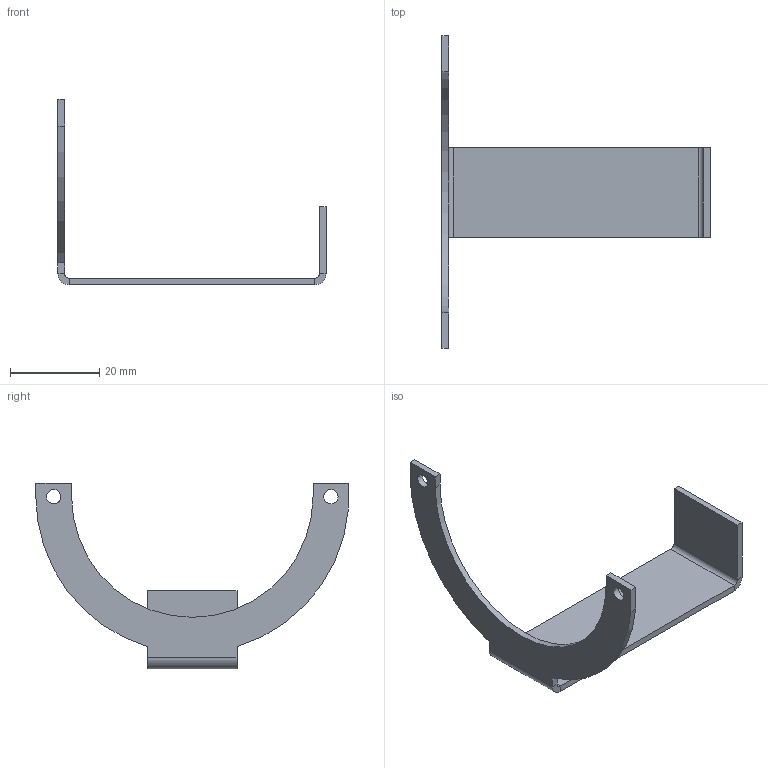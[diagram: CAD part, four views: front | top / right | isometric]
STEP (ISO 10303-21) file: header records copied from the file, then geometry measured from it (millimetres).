
FILE_DESCRIPTION(('CATIA V5 STEP Exchange'),'2;1');
FILE_NAME('EL_A1102 (Chape brake light).stp','2022-11-16T19:12:35+00:00',('none'),('none'),'CATIA Version 5 Release 19 SP 2 (IN-10)','CATIA V5 STEP AP203','none');
FILE_SCHEMA(('CONFIG_CONTROL_DESIGN'));
Length unit declared in the file: millimetre
Products named in the file (1): chape_brakelight
Bounding box: 60 x 69.87 x 41.5 mm (x, y, z)
Volume: 3525 mm3; surface area: 5297.5 mm2
Topology: 1 solids, 1 shells, 34 faces, 84 edges, 54 vertices
Faces by surface type: plane 23, cylinder 11
Entity records: 1019 total; most frequent: CARTESIAN_POINT 181, ORIENTED_EDGE 160, DIRECTION 147, EDGE_CURVE 80, VECTOR 60, LINE 60, AXIS2_PLACEMENT_3D 56, VERTEX_POINT 48
